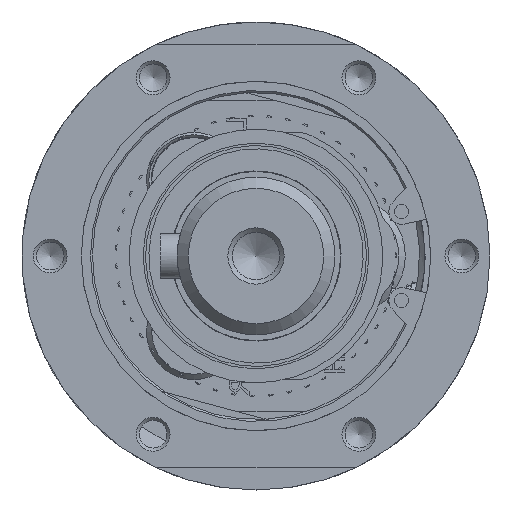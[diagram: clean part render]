
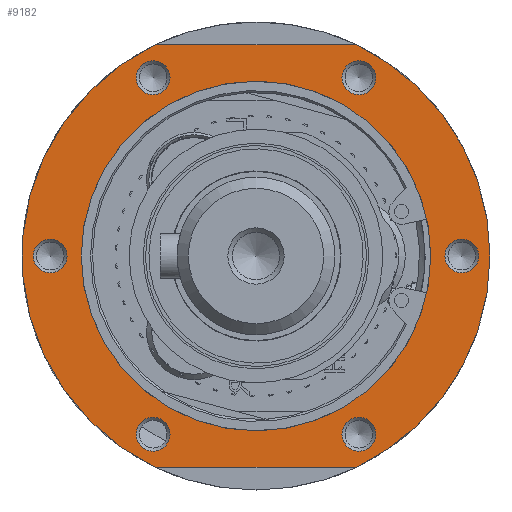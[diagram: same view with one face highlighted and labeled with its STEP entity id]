
A CAD part, left-side view. The second image highlights one B-rep face of the part: STEP entity #9182.
In plain terms, the highlighted planar face has unit normal (-1, 0, 0).
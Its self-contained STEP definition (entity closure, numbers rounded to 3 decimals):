
#172=FACE_BOUND('',#1104,.T.);
#173=FACE_BOUND('',#1105,.T.);
#174=FACE_BOUND('',#1106,.T.);
#175=FACE_BOUND('',#1107,.T.);
#176=FACE_BOUND('',#1108,.T.);
#177=FACE_BOUND('',#1109,.T.);
#178=FACE_BOUND('',#1110,.T.);
#223=PLANE('',#9874);
#521=FACE_OUTER_BOUND('',#1103,.T.);
#1103=EDGE_LOOP('',(#5886,#5887,#5888,#5889,#5890));
#1104=EDGE_LOOP('',(#5891));
#1105=EDGE_LOOP('',(#5892));
#1106=EDGE_LOOP('',(#5893));
#1107=EDGE_LOOP('',(#5894,#5895));
#1108=EDGE_LOOP('',(#5896));
#1109=EDGE_LOOP('',(#5897));
#1110=EDGE_LOOP('',(#5898));
#1715=LINE('',#14420,#2261);
#1719=LINE('',#14431,#2265);
#2261=VECTOR('',#11225,10.);
#2265=VECTOR('',#11235,10.);
#2823=CIRCLE('',#9867,41.5);
#2824=CIRCLE('',#9868,41.5);
#2825=CIRCLE('',#9869,41.5);
#2826=CIRCLE('',#9871,3.);
#2829=CIRCLE('',#9875,3.);
#2830=CIRCLE('',#9876,3.);
#2831=CIRCLE('',#9877,3.);
#2832=CIRCLE('',#9878,31.);
#2833=CIRCLE('',#9879,31.);
#2834=CIRCLE('',#9880,3.);
#2835=CIRCLE('',#9881,3.);
#3553=VERTEX_POINT('',#14417);
#3554=VERTEX_POINT('',#14419);
#3557=VERTEX_POINT('',#14428);
#3558=VERTEX_POINT('',#14430);
#3559=VERTEX_POINT('',#14434);
#3560=VERTEX_POINT('',#14440);
#3563=VERTEX_POINT('',#14448);
#3564=VERTEX_POINT('',#14450);
#3565=VERTEX_POINT('',#14452);
#3566=VERTEX_POINT('',#14454);
#3567=VERTEX_POINT('',#14455);
#3568=VERTEX_POINT('',#14458);
#3569=VERTEX_POINT('',#14460);
#4476=EDGE_CURVE('',#3554,#3553,#1715,.T.);
#4481=EDGE_CURVE('',#3558,#3557,#1719,.T.);
#4484=EDGE_CURVE('',#3559,#3553,#2823,.T.);
#4485=EDGE_CURVE('',#3554,#3557,#2824,.T.);
#4486=EDGE_CURVE('',#3558,#3559,#2825,.T.);
#4487=EDGE_CURVE('',#3560,#3560,#2826,.T.);
#4491=EDGE_CURVE('',#3563,#3563,#2829,.T.);
#4492=EDGE_CURVE('',#3564,#3564,#2830,.T.);
#4493=EDGE_CURVE('',#3565,#3565,#2831,.T.);
#4494=EDGE_CURVE('',#3566,#3567,#2832,.T.);
#4495=EDGE_CURVE('',#3567,#3566,#2833,.T.);
#4496=EDGE_CURVE('',#3568,#3568,#2834,.T.);
#4497=EDGE_CURVE('',#3569,#3569,#2835,.T.);
#5886=ORIENTED_EDGE('',*,*,#4476,.T.);
#5887=ORIENTED_EDGE('',*,*,#4484,.F.);
#5888=ORIENTED_EDGE('',*,*,#4486,.F.);
#5889=ORIENTED_EDGE('',*,*,#4481,.T.);
#5890=ORIENTED_EDGE('',*,*,#4485,.F.);
#5891=ORIENTED_EDGE('',*,*,#4491,.F.);
#5892=ORIENTED_EDGE('',*,*,#4492,.F.);
#5893=ORIENTED_EDGE('',*,*,#4493,.F.);
#5894=ORIENTED_EDGE('',*,*,#4494,.T.);
#5895=ORIENTED_EDGE('',*,*,#4495,.T.);
#5896=ORIENTED_EDGE('',*,*,#4496,.F.);
#5897=ORIENTED_EDGE('',*,*,#4497,.F.);
#5898=ORIENTED_EDGE('',*,*,#4487,.F.);
#9182=ADVANCED_FACE('',(#521,#172,#173,#174,#175,#176,#177,#178),#223,.T.);
#9867=AXIS2_PLACEMENT_3D('',#14436,#11240,#11241);
#9868=AXIS2_PLACEMENT_3D('',#14437,#11242,#11243);
#9869=AXIS2_PLACEMENT_3D('',#14438,#11244,#11245);
#9871=AXIS2_PLACEMENT_3D('',#14441,#11248,#11249);
#9874=AXIS2_PLACEMENT_3D('',#14447,#11255,#11256);
#9875=AXIS2_PLACEMENT_3D('',#14449,#11257,#11258);
#9876=AXIS2_PLACEMENT_3D('',#14451,#11259,#11260);
#9877=AXIS2_PLACEMENT_3D('',#14453,#11261,#11262);
#9878=AXIS2_PLACEMENT_3D('',#14456,#11263,#11264);
#9879=AXIS2_PLACEMENT_3D('',#14457,#11265,#11266);
#9880=AXIS2_PLACEMENT_3D('',#14459,#11267,#11268);
#9881=AXIS2_PLACEMENT_3D('',#14461,#11269,#11270);
#11225=DIRECTION('',(0.,-1.,0.));
#11235=DIRECTION('',(0.,1.,0.));
#11240=DIRECTION('center_axis',(1.,0.,0.));
#11241=DIRECTION('ref_axis',(0.,1.,0.));
#11242=DIRECTION('center_axis',(1.,0.,0.));
#11243=DIRECTION('ref_axis',(0.,1.,0.));
#11244=DIRECTION('center_axis',(1.,0.,0.));
#11245=DIRECTION('ref_axis',(0.,1.,0.));
#11248=DIRECTION('center_axis',(-1.,0.,0.));
#11249=DIRECTION('ref_axis',(0.,0.866,0.5));
#11255=DIRECTION('center_axis',(-1.,0.,0.));
#11256=DIRECTION('ref_axis',(0.,0.,
1.));
#11257=DIRECTION('center_axis',(-1.,0.,0.));
#11258=DIRECTION('ref_axis',(0.,0.,
1.));
#11259=DIRECTION('center_axis',(-1.,0.,0.));
#11260=DIRECTION('ref_axis',(0.,-0.866,0.5));
#11261=DIRECTION('center_axis',(-1.,0.,0.));
#11262=DIRECTION('ref_axis',(0.,-0.866,-0.5));
#11263=DIRECTION('center_axis',(1.,0.,0.));
#11264=DIRECTION('ref_axis',(0.,1.,0.));
#11265=DIRECTION('center_axis',(1.,0.,0.));
#11266=DIRECTION('ref_axis',(0.,1.,0.));
#11267=DIRECTION('center_axis',(-1.,0.,0.));
#11268=DIRECTION('ref_axis',(0.,0.,
-1.));
#11269=DIRECTION('center_axis',(-1.,0.,0.));
#11270=DIRECTION('ref_axis',(0.,0.866,-0.5));
#14417=CARTESIAN_POINT('',(-145.951,-17.776,-37.5));
#14419=CARTESIAN_POINT('',(-145.951,17.776,-37.5));
#14420=CARTESIAN_POINT('',(-145.951,4.214,-37.5));
#14428=CARTESIAN_POINT('',(-145.951,17.776,37.5));
#14430=CARTESIAN_POINT('',(-145.951,-17.776,37.5));
#14431=CARTESIAN_POINT('',(-145.951,32.036,37.5));
#14434=CARTESIAN_POINT('',(-145.951,-41.5,0.));
#14436=CARTESIAN_POINT('Origin',(-145.951,0.,
0.));
#14437=CARTESIAN_POINT('Origin',(-145.951,0.,
0.));
#14438=CARTESIAN_POINT('Origin',(-145.951,0.,
0.));
#14440=CARTESIAN_POINT('',(-145.951,-20.848,30.11));
#14441=CARTESIAN_POINT('Origin',(-145.951,-18.25,31.61));
#14447=CARTESIAN_POINT('Origin',(-145.951,36.25,0.));
#14448=CARTESIAN_POINT('',(-145.951,-36.5,-3.));
#14449=CARTESIAN_POINT('Origin',(-145.951,-36.5,0.));
#14450=CARTESIAN_POINT('',(-145.951,-15.652,-33.11));
#14451=CARTESIAN_POINT('Origin',(-145.951,-18.25,-31.61));
#14452=CARTESIAN_POINT('',(-145.951,20.848,-30.11));
#14453=CARTESIAN_POINT('Origin',(-145.951,18.25,-31.61));
#14454=CARTESIAN_POINT('',(-145.951,31.,0.));
#14455=CARTESIAN_POINT('',(-145.951,-31.,0.));
#14456=CARTESIAN_POINT('Origin',(-145.951,0.,
0.));
#14457=CARTESIAN_POINT('Origin',(-145.951,0.,
0.));
#14458=CARTESIAN_POINT('',(-145.951,36.5,3.));
#14459=CARTESIAN_POINT('Origin',(-145.951,36.5,0.));
#14460=CARTESIAN_POINT('',(-145.951,15.652,33.11));
#14461=CARTESIAN_POINT('Origin',(-145.951,18.25,31.61));
